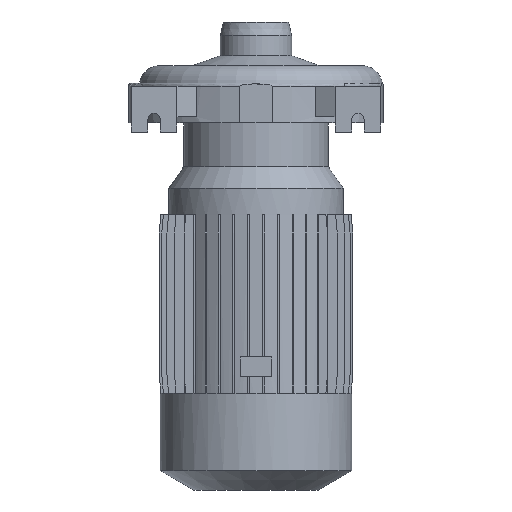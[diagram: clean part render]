
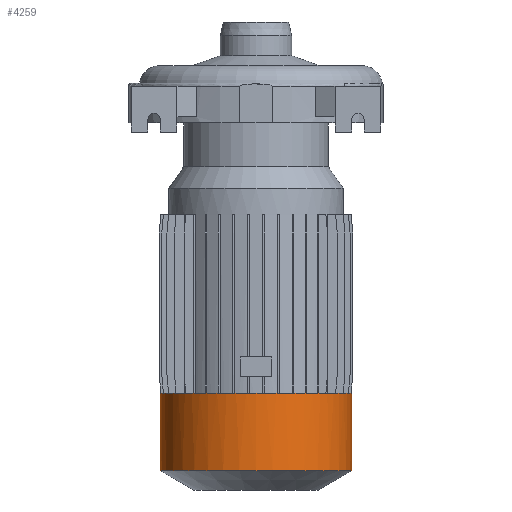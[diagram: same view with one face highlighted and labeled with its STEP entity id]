
A CAD part, front view. The second image highlights one B-rep face of the part: STEP entity #4259.
In plain terms, the highlighted cylindrical face has radius 94 mm (diameter 188 mm), a partial arc.
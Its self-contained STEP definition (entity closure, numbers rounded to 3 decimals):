
#391 = CIRCLE ( 'NONE', #5740, 94. ) ;
#864 = ORIENTED_EDGE ( 'NONE', *, *, #1423, .T. ) ;
#892 = FACE_OUTER_BOUND ( 'NONE', #8231, .T. ) ;
#1039 = DIRECTION ( 'NONE',  ( 0., 0., 1. ) ) ;
#1365 = EDGE_CURVE ( 'NONE', #9472, #3857, #391, .T. ) ;
#1403 = DIRECTION ( 'NONE',  ( 0., 0., 1. ) ) ;
#1423 = EDGE_CURVE ( 'NONE', #4626, #3857, #11832, .T. ) ;
#1905 = DIRECTION ( 'NONE',  ( 1., 0., 0. ) ) ;
#2372 = CARTESIAN_POINT ( 'NONE',  ( -94., 0., -301. ) ) ;
#2453 = AXIS2_PLACEMENT_3D ( 'NONE', #11590, #1039, #1905 ) ;
#2945 = VERTEX_POINT ( 'NONE', #7866 ) ;
#3283 = CARTESIAN_POINT ( 'NONE',  ( -94., 0., 63. ) ) ;
#3736 = CYLINDRICAL_SURFACE ( 'NONE', #4217, 94. ) ;
#3857 = VERTEX_POINT ( 'NONE', #6238 ) ;
#4172 = VECTOR ( 'NONE', #10800, 1000. ) ;
#4193 = CARTESIAN_POINT ( 'NONE',  ( 94., 0., 63. ) ) ;
#4217 = AXIS2_PLACEMENT_3D ( 'NONE', #5305, #7492, #6575 ) ;
#4259 = ADVANCED_FACE ( 'NONE', ( #892 ), #3736, .T. ) ;
#4626 = VERTEX_POINT ( 'NONE', #12054 ) ;
#4997 = CARTESIAN_POINT ( 'NONE',  ( 0., 0., -301. ) ) ;
#5305 = CARTESIAN_POINT ( 'NONE',  ( 0., 0., 63. ) ) ;
#5442 = CIRCLE ( 'NONE', #2453, 94. ) ;
#5740 = AXIS2_PLACEMENT_3D ( 'NONE', #4997, #9622, #6661 ) ;
#6238 = CARTESIAN_POINT ( 'NONE',  ( 94., 0., -301. ) ) ;
#6575 = DIRECTION ( 'NONE',  ( 1., 0., 0. ) ) ;
#6661 = DIRECTION ( 'NONE',  ( 1., 0., 0. ) ) ;
#6781 = EDGE_CURVE ( 'NONE', #2945, #4626, #5442, .T. ) ;
#7040 = LINE ( 'NONE', #3283, #4172 ) ;
#7492 = DIRECTION ( 'NONE',  ( 0., 0., 1. ) ) ;
#7866 = CARTESIAN_POINT ( 'NONE',  ( -94., 0., -377. ) ) ;
#8110 = ORIENTED_EDGE ( 'NONE', *, *, #11314, .F. ) ;
#8231 = EDGE_LOOP ( 'NONE', ( #8110, #11915, #864, #10450 ) ) ;
#8866 = VECTOR ( 'NONE', #1403, 1000. ) ;
#9472 = VERTEX_POINT ( 'NONE', #2372 ) ;
#9622 = DIRECTION ( 'NONE',  ( 0., 0., 1. ) ) ;
#10450 = ORIENTED_EDGE ( 'NONE', *, *, #1365, .F. ) ;
#10800 = DIRECTION ( 'NONE',  ( 0., 0., 1. ) ) ;
#11314 = EDGE_CURVE ( 'NONE', #2945, #9472, #7040, .T. ) ;
#11590 = CARTESIAN_POINT ( 'NONE',  ( 0., 0., -377. ) ) ;
#11832 = LINE ( 'NONE', #4193, #8866 ) ;
#11915 = ORIENTED_EDGE ( 'NONE', *, *, #6781, .T. ) ;
#12054 = CARTESIAN_POINT ( 'NONE',  ( 94., 0., -377. ) ) ;
